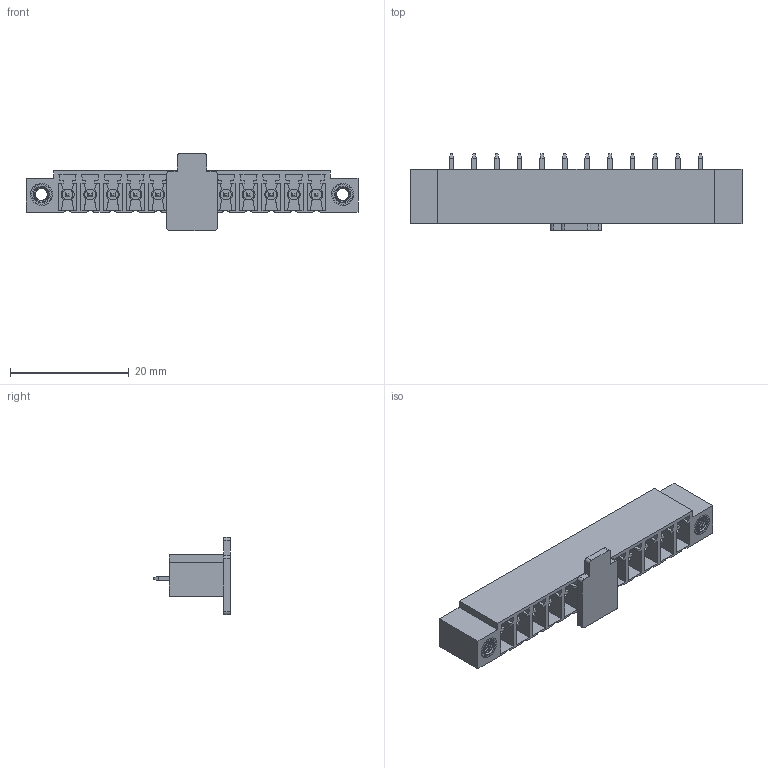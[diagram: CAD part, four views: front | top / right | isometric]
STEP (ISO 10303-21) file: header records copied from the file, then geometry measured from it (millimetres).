
FILE_DESCRIPTION(/* description */ ('Unknown'),/* implementation_level */ '2;1');
FILE_NAME(/* name */ '691701320012B',/* time_stamp */ '2024-12-12T15:21:28+01:00',/* author */ ('Unknown'),/* organization */ ('Unknown'),/* preprocessor_version */ 'ST-DEVELOPER v19.4',/* originating_system */ 'Solid Edge',/* authorisation */ 'Unknown');
FILE_SCHEMA (('AUTOMOTIVE_DESIGN {1 0 10303 214 3 1 1}'));
Length unit declared in the file: millimetre
Products named in the file (5): 6917013200xxB; 691701320012B; 6917013200xxB_Flange; 6917013200xxB_Pins; 6917013200xxB_CAP
Assembly tree (16 placements, depth 2):
  6917013200xxB
    691701320012B
    6917013200xxB_Flange  x2
    6917013200xxB_Pins  x12
    6917013200xxB_CAP
Bounding box: 55.91 x 12.9 x 13 mm (x, y, z)
Volume: 2031.2 mm3; surface area: 5182.3 mm2
Topology: 16 solids, 16 shells, 1100 faces, 3082 edges, 2006 vertices
Faces by surface type: plane 956, cylinder 132, cone 6, bspline 6
Full cylindrical faces by diameter (mm): 1.25 x12, 1.8 x12, 2.8 x2
Entity records: 29692 total; most frequent: CARTESIAN_POINT 7045, ORIENTED_EDGE 4834, DIRECTION 4373, EDGE_CURVE 2417, LINE 2155, VECTOR 2155, VERTEX_POINT 1602, AXIS2_PLACEMENT_3D 1109
